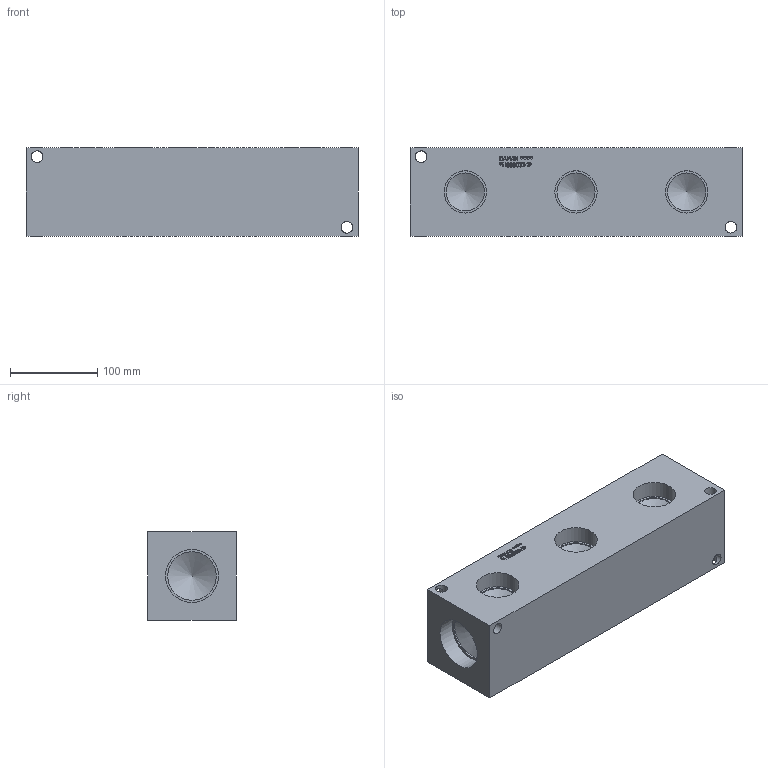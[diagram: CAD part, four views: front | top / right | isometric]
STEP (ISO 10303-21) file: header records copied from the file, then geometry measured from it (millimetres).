
FILE_DESCRIPTION(/* description */ (''),/* implementation_level */ '2;1');
FILE_NAME(/* name */ '_H0000324P.stp',/* time_stamp */ '2020-08-17T15:08:25-04:00',/* author */ ('alexanderw'),/* organization */ (''),/* preprocessor_version */ 'ST-DEVELOPER v17',/* originating_system */ 'Autodesk Inventor 2019',/* authorisation */ '');
FILE_SCHEMA (('AUTOMOTIVE_DESIGN { 1 0 10303 214 3 1 1 }'));
Length unit declared in the file: millimetre
Products named in the file (1): Part_+H0000324P_3D
Bounding box: 381 x 101.6 x 101.6 mm (x, y, z)
Volume: 3596380 mm3; surface area: 209568.9 mm2
Topology: 1 solids, 1 shells, 345 faces, 944 edges, 630 vertices
Faces by surface type: plane 228, bspline 94, cylinder 18, cone 5
Full cylindrical faces by diameter (mm): 13.487 x8, 43.637 x3, 48.565 x3, 55.575 x2, 60.63 x2
Entity records: 11654 total; most frequent: CARTESIAN_POINT 3137, ORIENTED_EDGE 1878, DIRECTION 1310, EDGE_CURVE 939, LINE 696, VECTOR 696, VERTEX_POINT 630, EDGE_LOOP 391
